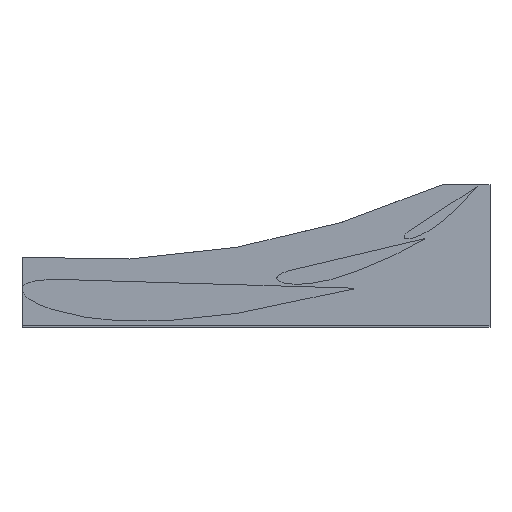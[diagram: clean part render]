
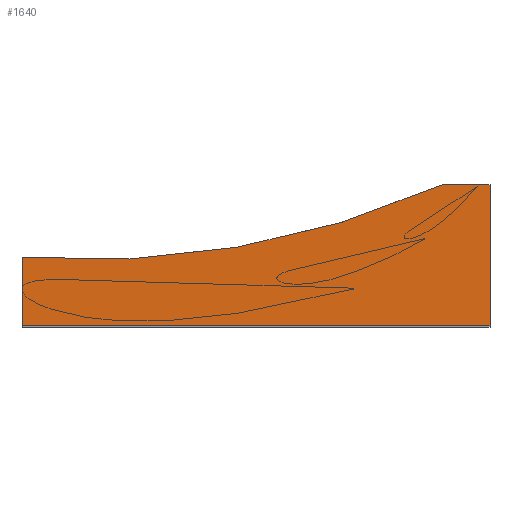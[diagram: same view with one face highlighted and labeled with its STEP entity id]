
A CAD part, top view. The second image highlights one B-rep face of the part: STEP entity #1640.
In plain terms, the highlighted planar face has unit normal (0, 0, 1).
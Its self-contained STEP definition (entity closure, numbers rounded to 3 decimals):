
#9 = ORIENTED_EDGE ( 'NONE', *, *, #1734, .T. ) ;
#55 = CARTESIAN_POINT ( 'NONE',  ( 624.466, -49.316, 698.9 ) ) ;
#79 = LINE ( 'NONE', #881, #1202 ) ;
#234 = LINE ( 'NONE', #566, #856 ) ;
#352 = CARTESIAN_POINT ( 'NONE',  ( 624.466, -49.316, 698.9 ) ) ;
#365 = CARTESIAN_POINT ( 'NONE',  ( 89.723, 1192.706, 698.9 ) ) ;
#376 = DIRECTION ( 'NONE',  ( 0., 1., 0. ) ) ;
#409 = LINE ( 'NONE', #913, #1169 ) ;
#514 = DIRECTION ( 'NONE',  ( 0., 0., 1. ) ) ;
#518 = VERTEX_POINT ( 'NONE', #899 ) ;
#566 = CARTESIAN_POINT ( 'NONE',  ( 624.466, 138.723, 698.9 ) ) ;
#599 = VERTEX_POINT ( 'NONE', #352 ) ;
#605 = ORIENTED_EDGE ( 'NONE', *, *, #2157, .T. ) ;
#626 = CARTESIAN_POINT ( 'NONE',  ( 0., 41.705, 698.9 ) ) ;
#660 = ORIENTED_EDGE ( 'NONE', *, *, #1756, .T. ) ;
#703 = DIRECTION ( 'NONE',  ( 1., 0., 0. ) ) ;
#714 = AXIS2_PLACEMENT_3D ( 'NONE', #1876, #1589, #703 ) ;
#733 = DIRECTION ( 'NONE',  ( 0., -1., 0. ) ) ;
#760 = LINE ( 'NONE', #55, #1060 ) ;
#852 = AXIS2_PLACEMENT_3D ( 'NONE', #365, #514, #1184 ) ;
#856 = VECTOR ( 'NONE', #1204, 1000. ) ;
#881 = CARTESIAN_POINT ( 'NONE',  ( 0., -49.316, 698.9 ) ) ;
#899 = CARTESIAN_POINT ( 'NONE',  ( 624.466, 138.723, 698.9 ) ) ;
#913 = CARTESIAN_POINT ( 'NONE',  ( 624.466, 138.723, 698.9 ) ) ;
#1060 = VECTOR ( 'NONE', #1430, 1000. ) ;
#1169 = VECTOR ( 'NONE', #376, 1000. ) ;
#1173 = FACE_OUTER_BOUND ( 'NONE', #2040, .T. ) ;
#1184 = DIRECTION ( 'NONE',  ( 1., 0., 0. ) ) ;
#1192 = EDGE_CURVE ( 'NONE', #2089, #599, #760, .T. ) ;
#1202 = VECTOR ( 'NONE', #733, 1000. ) ;
#1204 = DIRECTION ( 'NONE',  ( -1., 0., 0. ) ) ;
#1284 = ORIENTED_EDGE ( 'NONE', *, *, #1669, .T. ) ;
#1334 = CARTESIAN_POINT ( 'NONE',  ( 0., -49.316, 698.9 ) ) ;
#1430 = DIRECTION ( 'NONE',  ( 1., 0., 0. ) ) ;
#1531 = VERTEX_POINT ( 'NONE', #626 ) ;
#1589 = DIRECTION ( 'NONE',  ( 0., 0., -1. ) ) ;
#1640 = ADVANCED_FACE ( 'NONE', ( #1173 ), #2018, .T. ) ;
#1663 = CIRCLE ( 'NONE', #714, 1154.493 ) ;
#1669 = EDGE_CURVE ( 'NONE', #1531, #2089, #79, .T. ) ;
#1698 = VERTEX_POINT ( 'NONE', #1886 ) ;
#1734 = EDGE_CURVE ( 'NONE', #1698, #1531, #1663, .T. ) ;
#1756 = EDGE_CURVE ( 'NONE', #599, #518, #409, .T. ) ;
#1876 = CARTESIAN_POINT ( 'NONE',  ( 89.723, 1192.706, 698.9 ) ) ;
#1886 = CARTESIAN_POINT ( 'NONE',  ( 560.864, 138.723, 698.9 ) ) ;
#2018 = PLANE ( 'NONE',  #852 ) ;
#2040 = EDGE_LOOP ( 'NONE', ( #2119, #660, #605, #9, #1284 ) ) ;
#2089 = VERTEX_POINT ( 'NONE', #1334 ) ;
#2119 = ORIENTED_EDGE ( 'NONE', *, *, #1192, .T. ) ;
#2157 = EDGE_CURVE ( 'NONE', #518, #1698, #234, .T. ) ;
